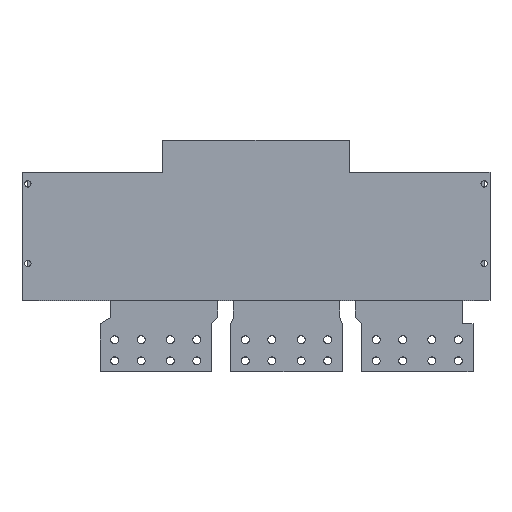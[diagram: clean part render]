
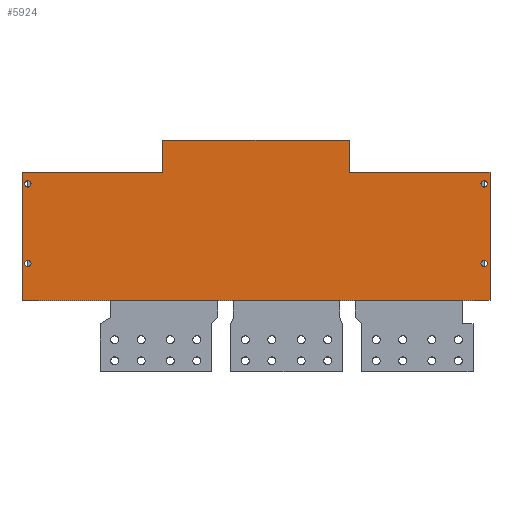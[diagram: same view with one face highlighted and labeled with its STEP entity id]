
A CAD part, top view. The second image highlights one B-rep face of the part: STEP entity #5924.
In plain terms, the highlighted planar face has unit normal (0, 0, 1).
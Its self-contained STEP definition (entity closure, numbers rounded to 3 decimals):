
#77=DIRECTION('',(1.,0.,0.));
#78=VECTOR('',#77,882.);
#79=CARTESIAN_POINT('',(-441.,0.,199.5));
#80=LINE('',#79,#78);
#2085=CARTESIAN_POINT('',(-430.,69.5,199.5));
#2086=DIRECTION('',(0.,0.,-1.));
#2087=DIRECTION('',(1.,0.,0.));
#2088=AXIS2_PLACEMENT_3D('',#2085,#2086,#2087);
#2090=CARTESIAN_POINT('',(-430.,69.5,199.5));
#2091=DIRECTION('',(0.,0.,-1.));
#2092=DIRECTION('',(-1.,0.,0.));
#2093=AXIS2_PLACEMENT_3D('',#2090,#2091,#2092);
#2095=CARTESIAN_POINT('',(-430.,219.5,199.5));
#2096=DIRECTION('',(0.,0.,-1.));
#2097=DIRECTION('',(1.,0.,0.));
#2098=AXIS2_PLACEMENT_3D('',#2095,#2096,#2097);
#2100=CARTESIAN_POINT('',(-430.,219.5,199.5));
#2101=DIRECTION('',(0.,0.,-1.));
#2102=DIRECTION('',(-1.,0.,0.));
#2103=AXIS2_PLACEMENT_3D('',#2100,#2101,#2102);
#2105=CARTESIAN_POINT('',(430.,69.5,199.5));
#2106=DIRECTION('',(0.,0.,-1.));
#2107=DIRECTION('',(1.,0.,0.));
#2108=AXIS2_PLACEMENT_3D('',#2105,#2106,#2107);
#2110=CARTESIAN_POINT('',(430.,69.5,199.5));
#2111=DIRECTION('',(0.,0.,-1.));
#2112=DIRECTION('',(-1.,0.,0.));
#2113=AXIS2_PLACEMENT_3D('',#2110,#2111,#2112);
#2115=CARTESIAN_POINT('',(430.,219.5,199.5));
#2116=DIRECTION('',(0.,0.,-1.));
#2117=DIRECTION('',(1.,0.,0.));
#2118=AXIS2_PLACEMENT_3D('',#2115,#2116,#2117);
#2120=CARTESIAN_POINT('',(430.,219.5,199.5));
#2121=DIRECTION('',(0.,0.,-1.));
#2122=DIRECTION('',(-1.,0.,0.));
#2123=AXIS2_PLACEMENT_3D('',#2120,#2121,#2122);
#2125=DIRECTION('',(1.,0.,0.));
#2126=VECTOR('',#2125,265.);
#2127=CARTESIAN_POINT('',(-441.,241.5,199.5));
#2128=LINE('',#2127,#2126);
#2129=DIRECTION('',(0.,-1.,0.));
#2130=VECTOR('',#2129,60.);
#2131=CARTESIAN_POINT('',(-176.,301.5,199.5));
#2132=LINE('',#2131,#2130);
#2133=DIRECTION('',(0.,-1.,0.));
#2134=VECTOR('',#2133,60.);
#2135=CARTESIAN_POINT('',(176.,301.5,199.5));
#2136=LINE('',#2135,#2134);
#2137=DIRECTION('',(1.,0.,0.));
#2138=VECTOR('',#2137,265.);
#2139=CARTESIAN_POINT('',(176.,241.5,199.5));
#2140=LINE('',#2139,#2138);
#2141=DIRECTION('',(0.,1.,0.));
#2142=VECTOR('',#2141,241.5);
#2143=CARTESIAN_POINT('',(-441.,0.,199.5));
#2144=LINE('',#2143,#2142);
#2253=DIRECTION('',(1.,0.,0.));
#2254=VECTOR('',#2253,352.);
#2255=CARTESIAN_POINT('',(-176.,301.5,199.5));
#2256=LINE('',#2255,#2254);
#2269=DIRECTION('',(0.,1.,0.));
#2270=VECTOR('',#2269,241.5);
#2271=CARTESIAN_POINT('',(441.,0.,199.5));
#2272=LINE('',#2271,#2270);
#2287=CARTESIAN_POINT('',(-441.,0.,199.5));
#2288=VERTEX_POINT('',#2287);
#2289=CARTESIAN_POINT('',(441.,0.,199.5));
#2290=VERTEX_POINT('',#2289);
#2313=CARTESIAN_POINT('',(-424.,69.5,199.5));
#2314=CARTESIAN_POINT('',(-436.,69.5,199.5));
#2315=VERTEX_POINT('',#2313);
#2316=VERTEX_POINT('',#2314);
#2317=CARTESIAN_POINT('',(-424.,219.5,199.5));
#2318=CARTESIAN_POINT('',(-436.,219.5,199.5));
#2319=VERTEX_POINT('',#2317);
#2320=VERTEX_POINT('',#2318);
#2321=CARTESIAN_POINT('',(436.,69.5,199.5));
#2322=CARTESIAN_POINT('',(424.,69.5,199.5));
#2323=VERTEX_POINT('',#2321);
#2324=VERTEX_POINT('',#2322);
#2325=CARTESIAN_POINT('',(436.,219.5,199.5));
#2326=CARTESIAN_POINT('',(424.,219.5,199.5));
#2327=VERTEX_POINT('',#2325);
#2328=VERTEX_POINT('',#2326);
#2917=CARTESIAN_POINT('',(-176.,301.5,199.5));
#2919=VERTEX_POINT('',#2917);
#2923=CARTESIAN_POINT('',(176.,301.5,199.5));
#2924=VERTEX_POINT('',#2923);
#2939=CARTESIAN_POINT('',(-441.,241.5,199.5));
#2940=CARTESIAN_POINT('',(-176.,241.5,199.5));
#2941=VERTEX_POINT('',#2939);
#2942=VERTEX_POINT('',#2940);
#2943=CARTESIAN_POINT('',(176.,241.5,199.5));
#2944=VERTEX_POINT('',#2943);
#2959=CARTESIAN_POINT('',(441.,241.5,199.5));
#2960=VERTEX_POINT('',#2959);
#5881=CARTESIAN_POINT('',(-441.,0.,199.5));
#5882=DIRECTION('',(0.,0.,1.));
#5883=DIRECTION('',(1.,0.,0.));
#5884=AXIS2_PLACEMENT_3D('',#5881,#5882,#5883);
#5885=PLANE('',#5884);
#5886=ORIENTED_EDGE('',*,*,#5746,.T.);
#5888=ORIENTED_EDGE('',*,*,#5887,.F.);
#5890=ORIENTED_EDGE('',*,*,#5889,.T.);
#5892=ORIENTED_EDGE('',*,*,#5891,.T.);
#5893=ORIENTED_EDGE('',*,*,#5738,.T.);
#5895=ORIENTED_EDGE('',*,*,#5894,.F.);
#5896=ORIENTED_EDGE('',*,*,#2980,.F.);
#5898=ORIENTED_EDGE('',*,*,#5897,.T.);
#5899=EDGE_LOOP('',(#5886,#5888,#5890,#5892,#5893,#5895,#5896,#5898));
#5900=FACE_OUTER_BOUND('',#5899,.F.);
#5902=ORIENTED_EDGE('',*,*,#5901,.F.);
#5904=ORIENTED_EDGE('',*,*,#5903,.F.);
#5905=EDGE_LOOP('',(#5902,#5904));
#5906=FACE_BOUND('',#5905,.F.);
#5907=ORIENTED_EDGE('',*,*,#5871,.F.);
#5909=ORIENTED_EDGE('',*,*,#5908,.F.);
#5910=EDGE_LOOP('',(#5907,#5909));
#5911=FACE_BOUND('',#5910,.F.);
#5913=ORIENTED_EDGE('',*,*,#5912,.F.);
#5915=ORIENTED_EDGE('',*,*,#5914,.F.);
#5916=EDGE_LOOP('',(#5913,#5915));
#5917=FACE_BOUND('',#5916,.F.);
#5919=ORIENTED_EDGE('',*,*,#5918,.F.);
#5921=ORIENTED_EDGE('',*,*,#5920,.F.);
#5922=EDGE_LOOP('',(#5919,#5921));
#5923=FACE_BOUND('',#5922,.F.);
#5924=ADVANCED_FACE('',(#5900,#5906,#5911,#5917,#5923),#5885,.T.);
#2089=CIRCLE('',#2088,6.);
#2094=CIRCLE('',#2093,6.);
#2099=CIRCLE('',#2098,6.);
#2104=CIRCLE('',#2103,6.);
#2109=CIRCLE('',#2108,6.);
#2114=CIRCLE('',#2113,6.);
#2119=CIRCLE('',#2118,6.);
#2124=CIRCLE('',#2123,6.);
#2980=EDGE_CURVE('',#2288,#2290,#80,.T.);
#5738=EDGE_CURVE('',#2944,#2960,#2140,.T.);
#5746=EDGE_CURVE('',#2941,#2942,#2128,.T.);
#5871=EDGE_CURVE('',#2323,#2324,#2109,.T.);
#5887=EDGE_CURVE('',#2919,#2942,#2132,.T.);
#5889=EDGE_CURVE('',#2919,#2924,#2256,.T.);
#5891=EDGE_CURVE('',#2924,#2944,#2136,.T.);
#5894=EDGE_CURVE('',#2290,#2960,#2272,.T.);
#5897=EDGE_CURVE('',#2288,#2941,#2144,.T.);
#5901=EDGE_CURVE('',#2319,#2320,#2099,.T.);
#5903=EDGE_CURVE('',#2320,#2319,#2104,.T.);
#5908=EDGE_CURVE('',#2324,#2323,#2114,.T.);
#5912=EDGE_CURVE('',#2327,#2328,#2119,.T.);
#5914=EDGE_CURVE('',#2328,#2327,#2124,.T.);
#5918=EDGE_CURVE('',#2315,#2316,#2089,.T.);
#5920=EDGE_CURVE('',#2316,#2315,#2094,.T.);
